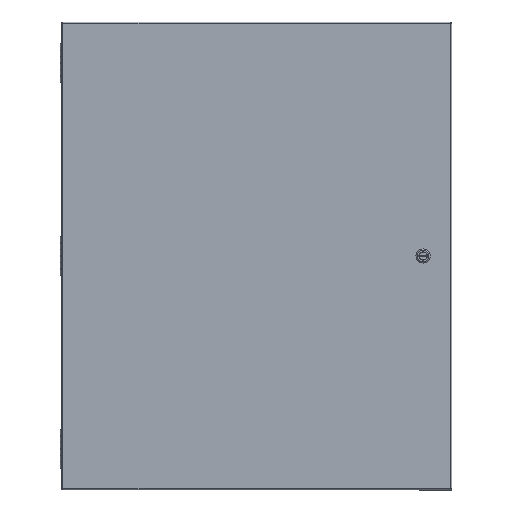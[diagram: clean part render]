
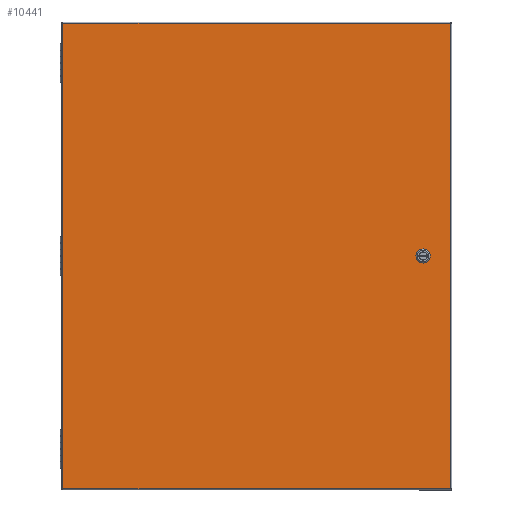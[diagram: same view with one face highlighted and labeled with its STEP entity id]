
A CAD part, top view. The second image highlights one B-rep face of the part: STEP entity #10441.
In plain terms, the highlighted planar face has unit normal (0, 0, 1).
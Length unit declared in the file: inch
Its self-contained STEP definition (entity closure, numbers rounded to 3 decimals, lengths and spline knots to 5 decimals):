
#655=LINE('',#15908,#1596);
#666=LINE('',#16108,#1607);
#670=LINE('',#16122,#1611);
#674=LINE('',#16134,#1615);
#678=LINE('',#16146,#1619);
#682=LINE('',#16156,#1623);
#684=LINE('',#16160,#1625);
#685=LINE('',#16163,#1626);
#1596=VECTOR('',#12647,36.19575);
#1607=VECTOR('',#12672,36.19575);
#1611=VECTOR('',#12684,0.42712);
#1615=VECTOR('',#12696,0.42712);
#1619=VECTOR('',#12708,0.42712);
#1623=VECTOR('',#12720,0.42712);
#1625=VECTOR('',#12726,30.1645);
#1626=VECTOR('',#12731,30.1645);
#2369=PLANE('',#11118);
#2615=FACE_BOUND('',#3506,.T.);
#2876=FACE_OUTER_BOUND('',#3505,.T.);
#3505=EDGE_LOOP('',(#7562,#7563,#7564,#7565));
#3506=EDGE_LOOP('',(#7566,#7567,#7568,#7569,#7570,#7571,#7572,#7573));
#4061=CIRCLE('',#11099,0.453);
#4063=CIRCLE('',#11103,0.453);
#4065=CIRCLE('',#11107,0.453);
#4067=CIRCLE('',#11111,0.453);
#4606=VERTEX_POINT('',#15701);
#4622=VERTEX_POINT('',#15819);
#4629=VERTEX_POINT('',#15907);
#4632=VERTEX_POINT('',#16044);
#4635=VERTEX_POINT('',#16113);
#4636=VERTEX_POINT('',#16115);
#4638=VERTEX_POINT('',#16121);
#4640=VERTEX_POINT('',#16127);
#4642=VERTEX_POINT('',#16133);
#4644=VERTEX_POINT('',#16139);
#4646=VERTEX_POINT('',#16145);
#4648=VERTEX_POINT('',#16151);
#5675=EDGE_CURVE('',#4629,#4622,#655,.T.);
#5695=EDGE_CURVE('',#4606,#4632,#666,.T.);
#5698=EDGE_CURVE('',#4636,#4635,#4061,.T.);
#5701=EDGE_CURVE('',#4638,#4636,#670,.T.);
#5704=EDGE_CURVE('',#4640,#4638,#4063,.T.);
#5707=EDGE_CURVE('',#4642,#4640,#674,.T.);
#5710=EDGE_CURVE('',#4644,#4642,#4065,.T.);
#5713=EDGE_CURVE('',#4646,#4644,#678,.T.);
#5716=EDGE_CURVE('',#4648,#4646,#4067,.T.);
#5719=EDGE_CURVE('',#4635,#4648,#682,.T.);
#5721=EDGE_CURVE('',#4622,#4606,#684,.T.);
#5722=EDGE_CURVE('',#4632,#4629,#685,.T.);
#7562=ORIENTED_EDGE('',*,*,#5695,.T.);
#7563=ORIENTED_EDGE('',*,*,#5722,.T.);
#7564=ORIENTED_EDGE('',*,*,#5675,.T.);
#7565=ORIENTED_EDGE('',*,*,#5721,.T.);
#7566=ORIENTED_EDGE('',*,*,#5698,.T.);
#7567=ORIENTED_EDGE('',*,*,#5719,.T.);
#7568=ORIENTED_EDGE('',*,*,#5716,.T.);
#7569=ORIENTED_EDGE('',*,*,#5713,.T.);
#7570=ORIENTED_EDGE('',*,*,#5710,.T.);
#7571=ORIENTED_EDGE('',*,*,#5707,.T.);
#7572=ORIENTED_EDGE('',*,*,#5704,.T.);
#7573=ORIENTED_EDGE('',*,*,#5701,.T.);
#10441=ADVANCED_FACE('',(#2876,#2615),#2369,.T.);
#11099=AXIS2_PLACEMENT_3D('',#16116,#12678,#12679);
#11103=AXIS2_PLACEMENT_3D('',#16128,#12690,#12691);
#11107=AXIS2_PLACEMENT_3D('',#16140,#12702,#12703);
#11111=AXIS2_PLACEMENT_3D('',#16152,#12714,#12715);
#11118=AXIS2_PLACEMENT_3D('',#16165,#12734,#12735);
#12647=DIRECTION('',(0.,-1.,0.));
#12672=DIRECTION('',(0.,1.,0.));
#12678=DIRECTION('center_axis',(0.,0.,-1.));
#12679=DIRECTION('ref_axis',(0.882,0.471,0.));
#12684=DIRECTION('',(1.,0.,0.));
#12690=DIRECTION('center_axis',(0.,0.,-1.));
#12691=DIRECTION('ref_axis',(-0.471,0.882,0.));
#12696=DIRECTION('',(0.,1.,0.));
#12702=DIRECTION('center_axis',(0.,0.,-1.));
#12703=DIRECTION('ref_axis',(-0.882,-0.471,0.));
#12708=DIRECTION('',(-1.,0.,0.));
#12714=DIRECTION('center_axis',(0.,0.,-1.));
#12715=DIRECTION('ref_axis',(0.471,-0.882,0.));
#12720=DIRECTION('',(0.,-1.,0.));
#12726=DIRECTION('',(1.,0.,0.));
#12731=DIRECTION('',(-1.,0.,0.));
#12734=DIRECTION('center_axis',(0.,0.,1.));
#12735=DIRECTION('ref_axis',(1.,0.,0.));
#15701=CARTESIAN_POINT('',(15.08225,-18.09788,0.074));
#15819=CARTESIAN_POINT('',(-15.08225,-18.09788,0.074));
#15907=CARTESIAN_POINT('',(-15.08225,18.09788,0.074));
#15908=CARTESIAN_POINT('',(-15.08225,9.04894,0.074));
#16044=CARTESIAN_POINT('',(15.08225,18.09788,0.074));
#16108=CARTESIAN_POINT('',(15.08225,-9.04894,0.074));
#16113=CARTESIAN_POINT('',(13.337,0.21356,0.074));
#16115=CARTESIAN_POINT('',(13.15112,0.3995,0.074));
#16116=CARTESIAN_POINT('Origin',(12.93748,0.00005,0.074));
#16121=CARTESIAN_POINT('',(12.724,0.3995,0.074));
#16122=CARTESIAN_POINT('',(6.57556,0.3995,0.074));
#16127=CARTESIAN_POINT('',(12.538,0.21356,0.074));
#16128=CARTESIAN_POINT('Origin',(12.93748,-0.00005,0.074));
#16133=CARTESIAN_POINT('',(12.538,-0.21356,0.074));
#16134=CARTESIAN_POINT('',(12.538,0.10678,0.074));
#16139=CARTESIAN_POINT('',(12.72394,-0.3995,0.074));
#16140=CARTESIAN_POINT('Origin',(12.9375,0.,
0.074));
#16145=CARTESIAN_POINT('',(13.15106,-0.3995,0.074));
#16146=CARTESIAN_POINT('',(6.36197,-0.3995,0.074));
#16151=CARTESIAN_POINT('',(13.337,-0.21356,0.074));
#16152=CARTESIAN_POINT('Origin',(12.9375,0.,0.074));
#16156=CARTESIAN_POINT('',(13.337,-0.10678,0.074));
#16160=CARTESIAN_POINT('',(-7.54113,-18.09788,0.074));
#16163=CARTESIAN_POINT('',(7.54113,18.09788,0.074));
#16165=CARTESIAN_POINT('Origin',(0.,0.,
0.074));
